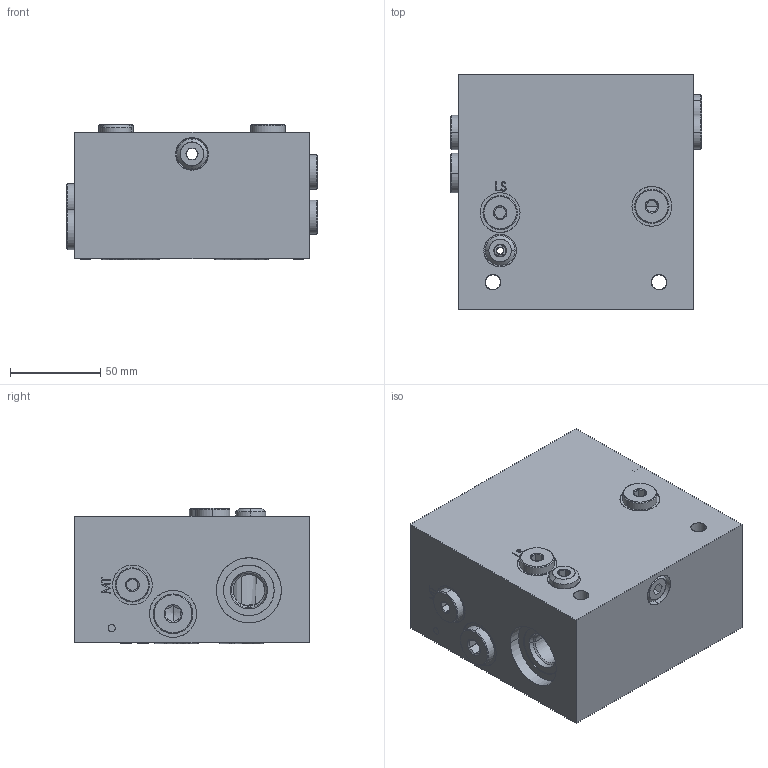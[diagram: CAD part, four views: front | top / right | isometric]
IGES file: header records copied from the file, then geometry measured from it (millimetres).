
Start section: SolidWorks IGES file using analytic representation for surfaces
Global section: file name: HSE0004101103.igs; native system: SolidWorks 2012; preprocessor: SolidWorks 2012; author: ARUTPUT15; date: 131005.122214; units: millimetre
Bounding box: 139 x 130 x 75.12 mm (x, y, z)
Surface area: 97784.8 mm2 (no closed solid volume)
Topology: 0 solids, 0 shells, 387 faces, 7131 edges, 7129 vertices
Faces by surface type: revolution 196, bspline 191
